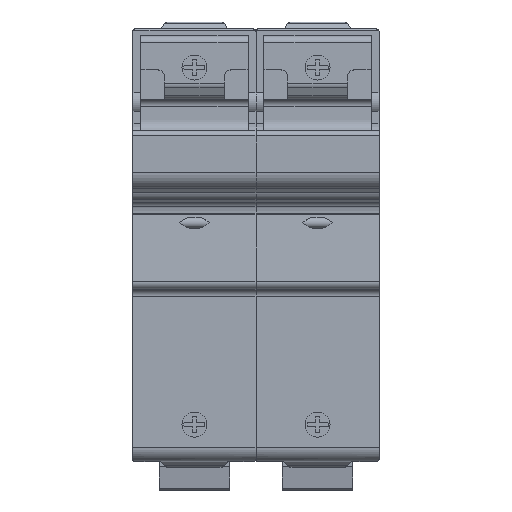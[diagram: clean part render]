
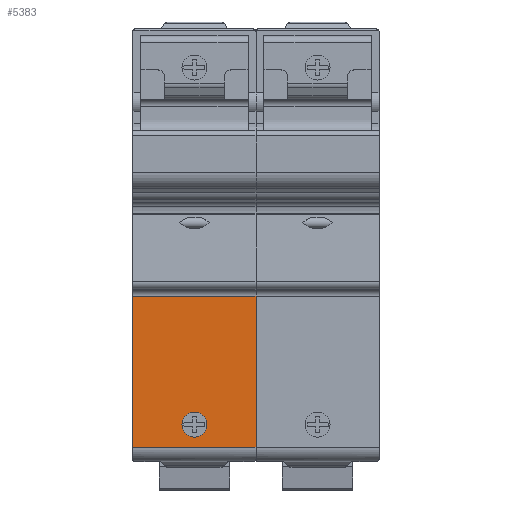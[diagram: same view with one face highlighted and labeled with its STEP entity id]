
A CAD part, top view. The second image highlights one B-rep face of the part: STEP entity #5383.
In plain terms, the highlighted planar face has unit normal (0, 0, 1).
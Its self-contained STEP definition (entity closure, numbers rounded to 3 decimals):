
#14 = DIRECTION ( 'NONE',  ( 1., 0., 0. ) ) ;
#18 = VERTEX_POINT ( 'NONE', #4477 ) ;
#283 = DIRECTION ( 'NONE',  ( 0., 0., -1. ) ) ;
#843 = CARTESIAN_POINT ( 'NONE',  ( 17.5, -62.503, 39.002 ) ) ;
#861 = VERTEX_POINT ( 'NONE', #3063 ) ;
#872 = CARTESIAN_POINT ( 'NONE',  ( 17.5, -19.501, 39.002 ) ) ;
#1313 = EDGE_CURVE ( 'NONE', #10355, #11350, #5915, .T. ) ;
#1594 = FACE_BOUND ( 'NONE', #6515, .T. ) ;
#1831 = PLANE ( 'NONE',  #4073 ) ;
#1910 = CARTESIAN_POINT ( 'NONE',  ( -3.55, -56., 39.002 ) ) ;
#2148 = DIRECTION ( 'NONE',  ( 0., -1., 0. ) ) ;
#2194 = VECTOR ( 'NONE', #8771, 1000. ) ;
#2427 = ORIENTED_EDGE ( 'NONE', *, *, #10078, .T. ) ;
#2762 = DIRECTION ( 'NONE',  ( 0., -1., 0. ) ) ;
#2959 = VECTOR ( 'NONE', #14, 1000. ) ;
#3063 = CARTESIAN_POINT ( 'NONE',  ( -17.5, -62.503, 39.002 ) ) ;
#3119 = VERTEX_POINT ( 'NONE', #1910 ) ;
#4073 = AXIS2_PLACEMENT_3D ( 'NONE', #872, #4661, #2762 ) ;
#4230 = AXIS2_PLACEMENT_3D ( 'NONE', #5501, #4643, #5587 ) ;
#4363 = ORIENTED_EDGE ( 'NONE', *, *, #7195, .T. ) ;
#4477 = CARTESIAN_POINT ( 'NONE',  ( 3.55, -56., 39.002 ) ) ;
#4538 = CARTESIAN_POINT ( 'NONE',  ( 17.5, -19.501, 39.002 ) ) ;
#4643 = DIRECTION ( 'NONE',  ( 0., 0., -1. ) ) ;
#4661 = DIRECTION ( 'NONE',  ( 0., 0., 1. ) ) ;
#4706 = CARTESIAN_POINT ( 'NONE',  ( 17.5, -62.503, 39.002 ) ) ;
#5383 = ADVANCED_FACE ( 'NONE', ( #5801, #1594 ), #1831, .T. ) ;
#5501 = CARTESIAN_POINT ( 'NONE',  ( 0., -56., 39.002 ) ) ;
#5587 = DIRECTION ( 'NONE',  ( 0., -1., 0. ) ) ;
#5685 = VERTEX_POINT ( 'NONE', #843 ) ;
#5801 = FACE_OUTER_BOUND ( 'NONE', #7552, .T. ) ;
#5915 = LINE ( 'NONE', #4538, #6043 ) ;
#5926 = CARTESIAN_POINT ( 'NONE',  ( 17.5, -19.501, 39.002 ) ) ;
#6043 = VECTOR ( 'NONE', #11164, 1000. ) ;
#6237 = EDGE_CURVE ( 'NONE', #861, #5685, #11643, .T. ) ;
#6515 = EDGE_LOOP ( 'NONE', ( #2427, #11627 ) ) ;
#6564 = CARTESIAN_POINT ( 'NONE',  ( -17.5, -19.501, 39.002 ) ) ;
#7195 = EDGE_CURVE ( 'NONE', #5685, #10355, #7983, .T. ) ;
#7552 = EDGE_LOOP ( 'NONE', ( #4363, #10920, #8988, #9447 ) ) ;
#7736 = CARTESIAN_POINT ( 'NONE',  ( 17.5, -19.501, 39.002 ) ) ;
#7872 = VECTOR ( 'NONE', #9230, 1000. ) ;
#7983 = LINE ( 'NONE', #7736, #2194 ) ;
#8050 = AXIS2_PLACEMENT_3D ( 'NONE', #9507, #283, #2148 ) ;
#8771 = DIRECTION ( 'NONE',  ( 0., 1., 0. ) ) ;
#8988 = ORIENTED_EDGE ( 'NONE', *, *, #11183, .F. ) ;
#9192 = CARTESIAN_POINT ( 'NONE',  ( -17.5, -62.503, 39.002 ) ) ;
#9230 = DIRECTION ( 'NONE',  ( 0., 1., 0. ) ) ;
#9447 = ORIENTED_EDGE ( 'NONE', *, *, #6237, .T. ) ;
#9507 = CARTESIAN_POINT ( 'NONE',  ( 0., -56., 39.002 ) ) ;
#10078 = EDGE_CURVE ( 'NONE', #18, #3119, #11540, .T. ) ;
#10355 = VERTEX_POINT ( 'NONE', #5926 ) ;
#10378 = LINE ( 'NONE', #9192, #7872 ) ;
#10920 = ORIENTED_EDGE ( 'NONE', *, *, #1313, .T. ) ;
#11115 = EDGE_CURVE ( 'NONE', #3119, #18, #11947, .T. ) ;
#11164 = DIRECTION ( 'NONE',  ( -1., 0., 0. ) ) ;
#11183 = EDGE_CURVE ( 'NONE', #861, #11350, #10378, .T. ) ;
#11350 = VERTEX_POINT ( 'NONE', #6564 ) ;
#11540 = CIRCLE ( 'NONE', #4230, 3.55 ) ;
#11627 = ORIENTED_EDGE ( 'NONE', *, *, #11115, .T. ) ;
#11643 = LINE ( 'NONE', #4706, #2959 ) ;
#11947 = CIRCLE ( 'NONE', #8050, 3.55 ) ;
